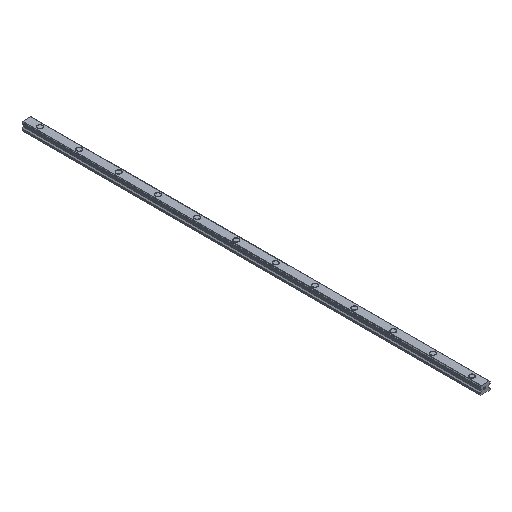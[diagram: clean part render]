
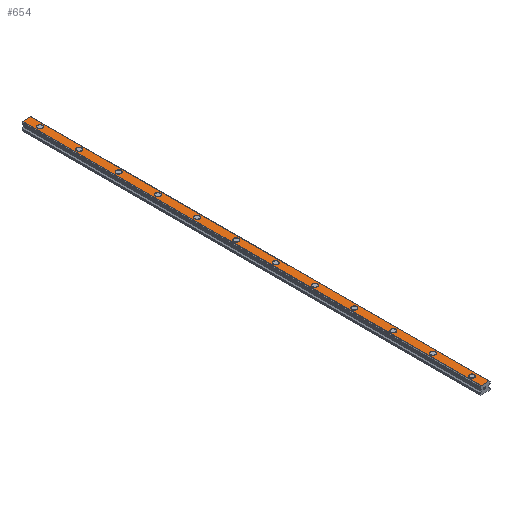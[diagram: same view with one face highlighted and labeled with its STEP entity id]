
A CAD part, isometric view. The second image highlights one B-rep face of the part: STEP entity #654.
In plain terms, the highlighted planar face has unit normal (0, 0, 1).
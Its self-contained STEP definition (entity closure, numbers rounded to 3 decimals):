
#654=ADVANCED_FACE('',(#1337,#1338,#1339,#1340,#1341,#1342,#1343,#1344,#1345,#1346,#1347,#1348,#1349),#1350,.T.);
#1337=FACE_BOUND('',#2042,.T.);
#1338=FACE_BOUND('',#2043,.T.);
#1339=FACE_BOUND('',#2044,.T.);
#1340=FACE_BOUND('',#2045,.T.);
#1341=FACE_BOUND('',#2046,.T.);
#1342=FACE_BOUND('',#2047,.T.);
#1343=FACE_BOUND('',#2048,.T.);
#1344=FACE_BOUND('',#2049,.T.);
#1345=FACE_BOUND('',#2050,.T.);
#1346=FACE_BOUND('',#2051,.T.);
#1347=FACE_BOUND('',#2052,.T.);
#1348=FACE_BOUND('',#2053,.T.);
#1349=FACE_OUTER_BOUND('',#2054,.T.);
#1350=PLANE('',#2055);
#2042=EDGE_LOOP('',(#3946,#3947));
#2043=EDGE_LOOP('',(#3948,#3949));
#2044=EDGE_LOOP('',(#3950,#3951));
#2045=EDGE_LOOP('',(#3952,#3953));
#2046=EDGE_LOOP('',(#3954,#3955));
#2047=EDGE_LOOP('',(#3956,#3957));
#2048=EDGE_LOOP('',(#3958,#3959));
#2049=EDGE_LOOP('',(#3960,#3961));
#2050=EDGE_LOOP('',(#3962,#3963));
#2051=EDGE_LOOP('',(#3964,#3965));
#2052=EDGE_LOOP('',(#3966,#3967));
#2053=EDGE_LOOP('',(#3968,#3969));
#2054=EDGE_LOOP('',(#3970,#3971,#3972,#3973));
#2055=AXIS2_PLACEMENT_3D('',#3974,#3975,#3976);
#3946=ORIENTED_EDGE('',*,*,#4307,.T.);
#3947=ORIENTED_EDGE('',*,*,#4761,.T.);
#3948=ORIENTED_EDGE('',*,*,#4295,.T.);
#3949=ORIENTED_EDGE('',*,*,#4797,.T.);
#3950=ORIENTED_EDGE('',*,*,#4283,.T.);
#3951=ORIENTED_EDGE('',*,*,#4806,.T.);
#3952=ORIENTED_EDGE('',*,*,#4271,.T.);
#3953=ORIENTED_EDGE('',*,*,#4815,.T.);
#3954=ORIENTED_EDGE('',*,*,#4259,.T.);
#3955=ORIENTED_EDGE('',*,*,#4824,.T.);
#3956=ORIENTED_EDGE('',*,*,#4247,.T.);
#3957=ORIENTED_EDGE('',*,*,#4833,.T.);
#3958=ORIENTED_EDGE('',*,*,#4235,.T.);
#3959=ORIENTED_EDGE('',*,*,#4842,.T.);
#3960=ORIENTED_EDGE('',*,*,#4223,.T.);
#3961=ORIENTED_EDGE('',*,*,#4851,.T.);
#3962=ORIENTED_EDGE('',*,*,#4211,.T.);
#3963=ORIENTED_EDGE('',*,*,#4860,.T.);
#3964=ORIENTED_EDGE('',*,*,#4199,.T.);
#3965=ORIENTED_EDGE('',*,*,#4869,.T.);
#3966=ORIENTED_EDGE('',*,*,#4187,.T.);
#3967=ORIENTED_EDGE('',*,*,#4878,.T.);
#3968=ORIENTED_EDGE('',*,*,#4175,.T.);
#3969=ORIENTED_EDGE('',*,*,#4887,.T.);
#3970=ORIENTED_EDGE('',*,*,#4742,.T.);
#3971=ORIENTED_EDGE('',*,*,#4930,.F.);
#3972=ORIENTED_EDGE('',*,*,#4616,.T.);
#3973=ORIENTED_EDGE('',*,*,#4928,.T.);
#3974=CARTESIAN_POINT('',(0.0,700.0,12.5));
#3975=DIRECTION('',(0.0,0.0,1.0));
#3976=DIRECTION('',(-1.0,0.0,0.0));
#4175=EDGE_CURVE('',#4986,#4983,#4987,.T.);
#4187=EDGE_CURVE('',#5008,#5005,#5009,.T.);
#4199=EDGE_CURVE('',#5030,#5027,#5031,.T.);
#4211=EDGE_CURVE('',#5052,#5049,#5053,.T.);
#4223=EDGE_CURVE('',#5074,#5071,#5075,.T.);
#4235=EDGE_CURVE('',#5096,#5093,#5097,.T.);
#4247=EDGE_CURVE('',#5118,#5115,#5119,.T.);
#4259=EDGE_CURVE('',#5140,#5137,#5141,.T.);
#4271=EDGE_CURVE('',#5162,#5159,#5163,.T.);
#4283=EDGE_CURVE('',#5184,#5181,#5185,.T.);
#4295=EDGE_CURVE('',#5206,#5203,#5207,.T.);
#4307=EDGE_CURVE('',#5228,#5225,#5229,.T.);
#4616=EDGE_CURVE('',#5683,#5681,#5684,.T.);
#4742=EDGE_CURVE('',#5890,#5888,#5891,.T.);
#4761=EDGE_CURVE('',#5225,#5228,#5926,.T.);
#4797=EDGE_CURVE('',#5203,#5206,#5975,.T.);
#4806=EDGE_CURVE('',#5181,#5184,#5985,.T.);
#4815=EDGE_CURVE('',#5159,#5162,#5995,.T.);
#4824=EDGE_CURVE('',#5137,#5140,#6005,.T.);
#4833=EDGE_CURVE('',#5115,#5118,#6015,.T.);
#4842=EDGE_CURVE('',#5093,#5096,#6025,.T.);
#4851=EDGE_CURVE('',#5071,#5074,#6035,.T.);
#4860=EDGE_CURVE('',#5049,#5052,#6045,.T.);
#4869=EDGE_CURVE('',#5027,#5030,#6055,.T.);
#4878=EDGE_CURVE('',#5005,#5008,#6065,.T.);
#4887=EDGE_CURVE('',#4983,#4986,#6075,.T.);
#4928=EDGE_CURVE('',#5681,#5890,#6117,.T.);
#4930=EDGE_CURVE('',#5683,#5888,#6119,.T.);
#4983=VERTEX_POINT('',#6174);
#4986=VERTEX_POINT('',#6178);
#4987=CIRCLE('',#6179,3.75);
#5005=VERTEX_POINT('',#6200);
#5008=VERTEX_POINT('',#6204);
#5009=CIRCLE('',#6205,3.75);
#5027=VERTEX_POINT('',#6226);
#5030=VERTEX_POINT('',#6230);
#5031=CIRCLE('',#6231,3.75);
#5049=VERTEX_POINT('',#6252);
#5052=VERTEX_POINT('',#6256);
#5053=CIRCLE('',#6257,3.75);
#5071=VERTEX_POINT('',#6278);
#5074=VERTEX_POINT('',#6282);
#5075=CIRCLE('',#6283,3.75);
#5093=VERTEX_POINT('',#6304);
#5096=VERTEX_POINT('',#6308);
#5097=CIRCLE('',#6309,3.75);
#5115=VERTEX_POINT('',#6330);
#5118=VERTEX_POINT('',#6334);
#5119=CIRCLE('',#6335,3.75);
#5137=VERTEX_POINT('',#6356);
#5140=VERTEX_POINT('',#6360);
#5141=CIRCLE('',#6361,3.75);
#5159=VERTEX_POINT('',#6382);
#5162=VERTEX_POINT('',#6386);
#5163=CIRCLE('',#6387,3.75);
#5181=VERTEX_POINT('',#6408);
#5184=VERTEX_POINT('',#6412);
#5185=CIRCLE('',#6413,3.75);
#5203=VERTEX_POINT('',#6434);
#5206=VERTEX_POINT('',#6438);
#5207=CIRCLE('',#6439,3.75);
#5225=VERTEX_POINT('',#6460);
#5228=VERTEX_POINT('',#6464);
#5229=CIRCLE('',#6465,3.75);
#5681=VERTEX_POINT('',#7065);
#5683=VERTEX_POINT('',#7068);
#5684=LINE('',#7069,#7070);
#5888=VERTEX_POINT('',#7356);
#5890=VERTEX_POINT('',#7359);
#5891=LINE('',#7360,#7361);
#5926=CIRCLE('',#7404,3.75);
#5975=CIRCLE('',#7468,3.75);
#5985=CIRCLE('',#7479,3.75);
#5995=CIRCLE('',#7490,3.75);
#6005=CIRCLE('',#7501,3.75);
#6015=CIRCLE('',#7512,3.75);
#6025=CIRCLE('',#7523,3.75);
#6035=CIRCLE('',#7534,3.75);
#6045=CIRCLE('',#7545,3.75);
#6055=CIRCLE('',#7556,3.75);
#6065=CIRCLE('',#7567,3.75);
#6075=CIRCLE('',#7578,3.75);
#6117=LINE('',#7637,#7638);
#6119=LINE('',#7640,#7641);
#6174=CARTESIAN_POINT('',(3.75,20.0,12.5));
#6178=CARTESIAN_POINT('',(-3.75,20.0,12.5));
#6179=AXIS2_PLACEMENT_3D('',#7713,#7714,#7715);
#6200=CARTESIAN_POINT('',(3.75,80.0,12.5));
#6204=CARTESIAN_POINT('',(-3.75,80.0,12.5));
#6205=AXIS2_PLACEMENT_3D('',#7735,#7736,#7737);
#6226=CARTESIAN_POINT('',(3.75,140.0,12.5));
#6230=CARTESIAN_POINT('',(-3.75,140.0,12.5));
#6231=AXIS2_PLACEMENT_3D('',#7757,#7758,#7759);
#6252=CARTESIAN_POINT('',(3.75,200.0,12.5));
#6256=CARTESIAN_POINT('',(-3.75,200.0,12.5));
#6257=AXIS2_PLACEMENT_3D('',#7779,#7780,#7781);
#6278=CARTESIAN_POINT('',(3.75,260.0,12.5));
#6282=CARTESIAN_POINT('',(-3.75,260.0,12.5));
#6283=AXIS2_PLACEMENT_3D('',#7801,#7802,#7803);
#6304=CARTESIAN_POINT('',(3.75,320.0,12.5));
#6308=CARTESIAN_POINT('',(-3.75,320.0,12.5));
#6309=AXIS2_PLACEMENT_3D('',#7823,#7824,#7825);
#6330=CARTESIAN_POINT('',(3.75,380.0,12.5));
#6334=CARTESIAN_POINT('',(-3.75,380.0,12.5));
#6335=AXIS2_PLACEMENT_3D('',#7845,#7846,#7847);
#6356=CARTESIAN_POINT('',(3.75,440.0,12.5));
#6360=CARTESIAN_POINT('',(-3.75,440.0,12.5));
#6361=AXIS2_PLACEMENT_3D('',#7867,#7868,#7869);
#6382=CARTESIAN_POINT('',(3.75,500.0,12.5));
#6386=CARTESIAN_POINT('',(-3.75,500.0,12.5));
#6387=AXIS2_PLACEMENT_3D('',#7889,#7890,#7891);
#6408=CARTESIAN_POINT('',(3.75,560.0,12.5));
#6412=CARTESIAN_POINT('',(-3.75,560.0,12.5));
#6413=AXIS2_PLACEMENT_3D('',#7911,#7912,#7913);
#6434=CARTESIAN_POINT('',(3.75,620.0,12.5));
#6438=CARTESIAN_POINT('',(-3.75,620.0,12.5));
#6439=AXIS2_PLACEMENT_3D('',#7933,#7934,#7935);
#6460=CARTESIAN_POINT('',(3.75,680.0,12.5));
#6464=CARTESIAN_POINT('',(-3.75,680.0,12.5));
#6465=AXIS2_PLACEMENT_3D('',#7955,#7956,#7957);
#7065=CARTESIAN_POINT('',(-6.094,700.0,12.5));
#7068=CARTESIAN_POINT('',(6.094,700.0,12.5));
#7069=CARTESIAN_POINT('',(6.094,700.0,12.5));
#7070=VECTOR('',#8317,1.0);
#7356=CARTESIAN_POINT('',(6.094,0.0,12.5));
#7359=CARTESIAN_POINT('',(-6.094,0.0,12.5));
#7360=CARTESIAN_POINT('',(6.094,0.0,12.5));
#7361=VECTOR('',#8455,1.0);
#7404=AXIS2_PLACEMENT_3D('',#8491,#8492,#8493);
#7468=AXIS2_PLACEMENT_3D('',#8554,#8555,#8556);
#7479=AXIS2_PLACEMENT_3D('',#8567,#8568,#8569);
#7490=AXIS2_PLACEMENT_3D('',#8580,#8581,#8582);
#7501=AXIS2_PLACEMENT_3D('',#8593,#8594,#8595);
#7512=AXIS2_PLACEMENT_3D('',#8606,#8607,#8608);
#7523=AXIS2_PLACEMENT_3D('',#8619,#8620,#8621);
#7534=AXIS2_PLACEMENT_3D('',#8632,#8633,#8634);
#7545=AXIS2_PLACEMENT_3D('',#8645,#8646,#8647);
#7556=AXIS2_PLACEMENT_3D('',#8658,#8659,#8660);
#7567=AXIS2_PLACEMENT_3D('',#8671,#8672,#8673);
#7578=AXIS2_PLACEMENT_3D('',#8684,#8685,#8686);
#7637=CARTESIAN_POINT('',(-6.094,700.0,12.5));
#7638=VECTOR('',#8713,1.0);
#7640=CARTESIAN_POINT('',(6.094,700.0,12.5));
#7641=VECTOR('',#8714,1.0);
#7713=CARTESIAN_POINT('',(0.0,20.0,12.5));
#7714=DIRECTION('',(0.0,0.0,-1.0));
#7715=DIRECTION('',(1.0,0.0,0.0));
#7735=CARTESIAN_POINT('',(0.0,80.0,12.5));
#7736=DIRECTION('',(0.0,0.0,-1.0));
#7737=DIRECTION('',(1.0,0.0,0.0));
#7757=CARTESIAN_POINT('',(0.0,140.0,12.5));
#7758=DIRECTION('',(0.0,0.0,-1.0));
#7759=DIRECTION('',(1.0,0.0,0.0));
#7779=CARTESIAN_POINT('',(0.0,200.0,12.5));
#7780=DIRECTION('',(0.0,0.0,-1.0));
#7781=DIRECTION('',(1.0,0.0,0.0));
#7801=CARTESIAN_POINT('',(0.0,260.0,12.5));
#7802=DIRECTION('',(0.0,0.0,-1.0));
#7803=DIRECTION('',(1.0,0.0,0.0));
#7823=CARTESIAN_POINT('',(0.0,320.0,12.5));
#7824=DIRECTION('',(0.0,0.0,-1.0));
#7825=DIRECTION('',(1.0,0.0,0.0));
#7845=CARTESIAN_POINT('',(0.0,380.0,12.5));
#7846=DIRECTION('',(0.0,0.0,-1.0));
#7847=DIRECTION('',(1.0,0.0,0.0));
#7867=CARTESIAN_POINT('',(0.0,440.0,12.5));
#7868=DIRECTION('',(0.0,0.0,-1.0));
#7869=DIRECTION('',(1.0,0.0,0.0));
#7889=CARTESIAN_POINT('',(0.0,500.0,12.5));
#7890=DIRECTION('',(0.0,0.0,-1.0));
#7891=DIRECTION('',(1.0,0.0,0.0));
#7911=CARTESIAN_POINT('',(0.0,560.0,12.5));
#7912=DIRECTION('',(0.0,0.0,-1.0));
#7913=DIRECTION('',(1.0,0.0,0.0));
#7933=CARTESIAN_POINT('',(0.0,620.0,12.5));
#7934=DIRECTION('',(0.0,0.0,-1.0));
#7935=DIRECTION('',(1.0,0.0,0.0));
#7955=CARTESIAN_POINT('',(0.0,680.0,12.5));
#7956=DIRECTION('',(0.0,0.0,-1.0));
#7957=DIRECTION('',(1.0,0.0,0.0));
#8317=DIRECTION('',(-1.0,0.0,0.0));
#8455=DIRECTION('',(1.0,0.0,0.0));
#8491=CARTESIAN_POINT('',(0.0,680.0,12.5));
#8492=DIRECTION('',(0.0,0.0,-1.0));
#8493=DIRECTION('',(1.0,0.0,0.0));
#8554=CARTESIAN_POINT('',(0.0,620.0,12.5));
#8555=DIRECTION('',(0.0,0.0,-1.0));
#8556=DIRECTION('',(1.0,0.0,0.0));
#8567=CARTESIAN_POINT('',(0.0,560.0,12.5));
#8568=DIRECTION('',(0.0,0.0,-1.0));
#8569=DIRECTION('',(1.0,0.0,0.0));
#8580=CARTESIAN_POINT('',(0.0,500.0,12.5));
#8581=DIRECTION('',(0.0,0.0,-1.0));
#8582=DIRECTION('',(1.0,0.0,0.0));
#8593=CARTESIAN_POINT('',(0.0,440.0,12.5));
#8594=DIRECTION('',(0.0,0.0,-1.0));
#8595=DIRECTION('',(1.0,0.0,0.0));
#8606=CARTESIAN_POINT('',(0.0,380.0,12.5));
#8607=DIRECTION('',(0.0,0.0,-1.0));
#8608=DIRECTION('',(1.0,0.0,0.0));
#8619=CARTESIAN_POINT('',(0.0,320.0,12.5));
#8620=DIRECTION('',(0.0,0.0,-1.0));
#8621=DIRECTION('',(1.0,0.0,0.0));
#8632=CARTESIAN_POINT('',(0.0,260.0,12.5));
#8633=DIRECTION('',(0.0,0.0,-1.0));
#8634=DIRECTION('',(1.0,0.0,0.0));
#8645=CARTESIAN_POINT('',(0.0,200.0,12.5));
#8646=DIRECTION('',(0.0,0.0,-1.0));
#8647=DIRECTION('',(1.0,0.0,0.0));
#8658=CARTESIAN_POINT('',(0.0,140.0,12.5));
#8659=DIRECTION('',(0.0,0.0,-1.0));
#8660=DIRECTION('',(1.0,0.0,0.0));
#8671=CARTESIAN_POINT('',(0.0,80.0,12.5));
#8672=DIRECTION('',(0.0,0.0,-1.0));
#8673=DIRECTION('',(1.0,0.0,0.0));
#8684=CARTESIAN_POINT('',(0.0,20.0,12.5));
#8685=DIRECTION('',(0.0,0.0,-1.0));
#8686=DIRECTION('',(1.0,0.0,0.0));
#8713=DIRECTION('',(0.0,-1.0,0.0));
#8714=DIRECTION('',(0.0,-1.0,0.0));
